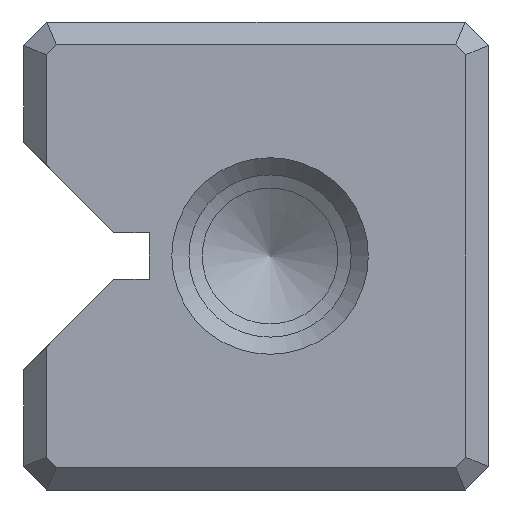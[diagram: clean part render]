
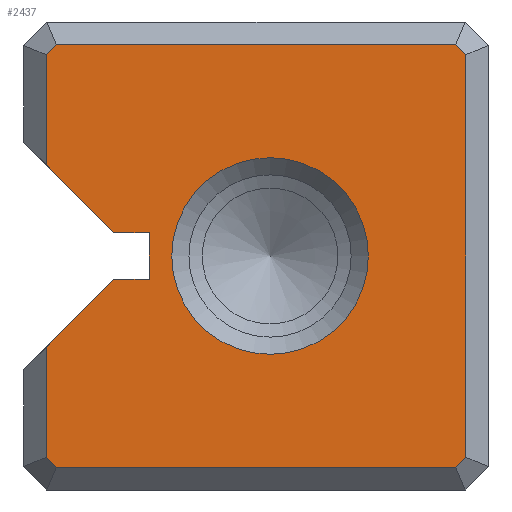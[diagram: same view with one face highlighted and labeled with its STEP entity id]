
A CAD part, left-side view. The second image highlights one B-rep face of the part: STEP entity #2437.
In plain terms, the highlighted planar face has unit normal (-1, 0, 0).
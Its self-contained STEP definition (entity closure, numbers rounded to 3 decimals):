
#2437=ADVANCED_FACE('',(#3258,#3259),#2785,.T.);
#2785=PLANE('',#8302);
#3023=CIRCLE('',#8301,3.15);
#3258=FACE_BOUND('',#3360,.T.);
#3259=FACE_BOUND('',#3361,.T.);
#3360=EDGE_LOOP('',(#3976));
#3361=EDGE_LOOP('',(#3977,#3978,#3979,#3980,#3981,#3982,#3983,#3984,#3985,
#3986,#3987,#3988,#3989,#3990));
#3976=ORIENTED_EDGE('',*,*,#6318,.T.);
#3977=ORIENTED_EDGE('',*,*,#6319,.T.);
#3978=ORIENTED_EDGE('',*,*,#6320,.T.);
#3979=ORIENTED_EDGE('',*,*,#6321,.T.);
#3980=ORIENTED_EDGE('',*,*,#6322,.T.);
#3981=ORIENTED_EDGE('',*,*,#6323,.T.);
#3982=ORIENTED_EDGE('',*,*,#6324,.F.);
#3983=ORIENTED_EDGE('',*,*,#6325,.F.);
#3984=ORIENTED_EDGE('',*,*,#6326,.T.);
#3985=ORIENTED_EDGE('',*,*,#6327,.T.);
#3986=ORIENTED_EDGE('',*,*,#6328,.T.);
#3987=ORIENTED_EDGE('',*,*,#6329,.T.);
#3988=ORIENTED_EDGE('',*,*,#6330,.T.);
#3989=ORIENTED_EDGE('',*,*,#6331,.T.);
#3990=ORIENTED_EDGE('',*,*,#6332,.T.);
#5728=VERTEX_POINT('',#10532);
#5729=VERTEX_POINT('',#10534);
#5730=VERTEX_POINT('',#10535);
#5731=VERTEX_POINT('',#10537);
#5732=VERTEX_POINT('',#10539);
#5733=VERTEX_POINT('',#10541);
#5734=VERTEX_POINT('',#10543);
#5735=VERTEX_POINT('',#10545);
#5736=VERTEX_POINT('',#10547);
#5737=VERTEX_POINT('',#10549);
#5738=VERTEX_POINT('',#10551);
#5739=VERTEX_POINT('',#10553);
#5740=VERTEX_POINT('',#10555);
#5741=VERTEX_POINT('',#10557);
#5742=VERTEX_POINT('',#10559);
#6318=EDGE_CURVE('',#5728,#5728,#3023,.T.);
#6319=EDGE_CURVE('',#5729,#5730,#7115,.T.);
#6320=EDGE_CURVE('',#5730,#5731,#7116,.T.);
#6321=EDGE_CURVE('',#5731,#5732,#7117,.T.);
#6322=EDGE_CURVE('',#5732,#5733,#7118,.T.);
#6323=EDGE_CURVE('',#5733,#5734,#7119,.T.);
#6324=EDGE_CURVE('',#5735,#5734,#7120,.T.);
#6325=EDGE_CURVE('',#5736,#5735,#7121,.T.);
#6326=EDGE_CURVE('',#5736,#5737,#7122,.T.);
#6327=EDGE_CURVE('',#5737,#5738,#7123,.T.);
#6328=EDGE_CURVE('',#5738,#5739,#7124,.T.);
#6329=EDGE_CURVE('',#5739,#5740,#7125,.T.);
#6330=EDGE_CURVE('',#5740,#5741,#7126,.T.);
#6331=EDGE_CURVE('',#5741,#5742,#7127,.T.);
#6332=EDGE_CURVE('',#5742,#5729,#7128,.T.);
#7115=LINE('',#10533,#7783);
#7116=LINE('',#10536,#7784);
#7117=LINE('',#10538,#7785);
#7118=LINE('',#10540,#7786);
#7119=LINE('',#10542,#7787);
#7120=LINE('',#10544,#7788);
#7121=LINE('',#10546,#7789);
#7122=LINE('',#10548,#7790);
#7123=LINE('',#10550,#7791);
#7124=LINE('',#10552,#7792);
#7125=LINE('',#10554,#7793);
#7126=LINE('',#10556,#7794);
#7127=LINE('',#10558,#7795);
#7128=LINE('',#10560,#7796);
#7783=VECTOR('',#8750,1.);
#7784=VECTOR('',#8751,1.);
#7785=VECTOR('',#8752,1.);
#7786=VECTOR('',#8753,1.);
#7787=VECTOR('',#8754,1.);
#7788=VECTOR('',#8755,1.);
#7789=VECTOR('',#8756,1.);
#7790=VECTOR('',#8757,1.);
#7791=VECTOR('',#8758,1.);
#7792=VECTOR('',#8759,1.);
#7793=VECTOR('',#8760,1.);
#7794=VECTOR('',#8761,1.);
#7795=VECTOR('',#8762,1.);
#7796=VECTOR('',#8763,1.);
#8301=AXIS2_PLACEMENT_3D('',#10531,#8748,#8749);
#8302=AXIS2_PLACEMENT_3D('',#10561,#8764,#8765);
#8748=DIRECTION('',(1.,0.,0.));
#8749=DIRECTION('',(0.,0.,-1.));
#8750=DIRECTION('',(0.,0.707,-0.707));
#8751=DIRECTION('',(0.,0.,-1.));
#8752=DIRECTION('',(0.,-0.707,-0.707));
#8753=DIRECTION('',(0.,-1.,0.));
#8754=DIRECTION('',(0.,0.,-1.));
#8755=DIRECTION('',(0.,-1.,0.));
#8756=DIRECTION('',(0.,-0.707,0.707));
#8757=DIRECTION('',(0.,0.,-1.));
#8758=DIRECTION('',(0.,-0.707,-0.707));
#8759=DIRECTION('',(0.,-1.,0.));
#8760=DIRECTION('',(0.,-0.707,0.707));
#8761=DIRECTION('',(0.,0.,1.));
#8762=DIRECTION('',(0.,0.707,0.707));
#8763=DIRECTION('',(0.,1.,0.));
#8764=DIRECTION('',(-1.,0.,0.));
#8765=DIRECTION('',(0.,0.,-1.));
#10531=CARTESIAN_POINT('',(0.,7.,7.5));
#10532=CARTESIAN_POINT('',(0.,7.,4.35));
#10533=CARTESIAN_POINT('',(0.,17.787,10.337));
#10534=CARTESIAN_POINT('',(0.,13.85,14.275));
#10535=CARTESIAN_POINT('',(0.,14.175,13.95));
#10536=CARTESIAN_POINT('',(0.,14.175,0.));
#10537=CARTESIAN_POINT('',(0.,14.175,10.418));
#10538=CARTESIAN_POINT('',(0.,14.9,11.143));
#10539=CARTESIAN_POINT('',(0.,12.007,8.25));
#10540=CARTESIAN_POINT('',(0.,10.875,8.25));
#10541=CARTESIAN_POINT('',(0.,10.875,8.25));
#10542=CARTESIAN_POINT('',(0.,10.875,8.25));
#10543=CARTESIAN_POINT('',(0.,10.875,6.75));
#10544=CARTESIAN_POINT('',(0.,10.875,6.75));
#10545=CARTESIAN_POINT('',(0.,12.007,6.75));
#10546=CARTESIAN_POINT('',(0.,14.9,3.857));
#10547=CARTESIAN_POINT('',(0.,14.175,4.582));
#10548=CARTESIAN_POINT('',(0.,14.175,0.));
#10549=CARTESIAN_POINT('',(0.,14.175,1.05));
#10550=CARTESIAN_POINT('',(0.,10.287,-2.837));
#10551=CARTESIAN_POINT('',(0.,13.85,0.725));
#10552=CARTESIAN_POINT('',(0.,7.45,0.725));
#10553=CARTESIAN_POINT('',(0.,1.05,0.725));
#10554=CARTESIAN_POINT('',(0.,4.613,-2.837));
#10555=CARTESIAN_POINT('',(0.,0.725,1.05));
#10556=CARTESIAN_POINT('',(0.,0.725,0.));
#10557=CARTESIAN_POINT('',(0.,0.725,13.95));
#10558=CARTESIAN_POINT('',(0.,-2.887,10.337));
#10559=CARTESIAN_POINT('',(0.,1.05,14.275));
#10560=CARTESIAN_POINT('',(0.,7.45,14.275));
#10561=CARTESIAN_POINT('',(0.,7.45,0.));
